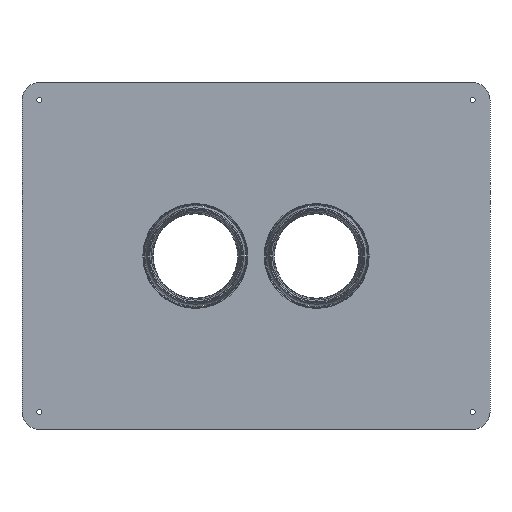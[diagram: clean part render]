
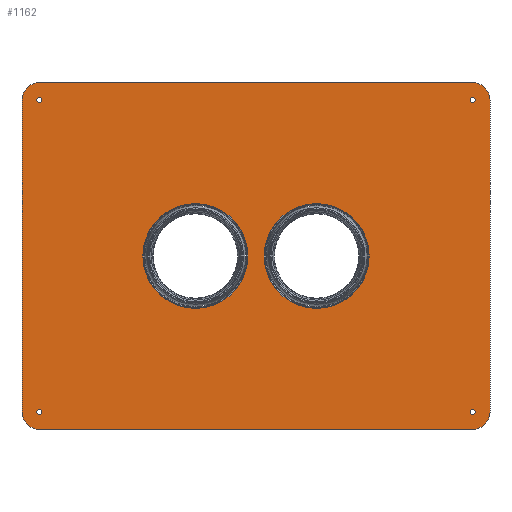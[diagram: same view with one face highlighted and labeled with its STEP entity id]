
A CAD part, front view. The second image highlights one B-rep face of the part: STEP entity #1162.
In plain terms, the highlighted planar face has unit normal (0, -1, 0).
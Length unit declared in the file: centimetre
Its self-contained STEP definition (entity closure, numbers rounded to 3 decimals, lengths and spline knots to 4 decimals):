
#28=FACE_BOUND('',#207,.T.);
#29=FACE_BOUND('',#208,.T.);
#30=FACE_BOUND('',#209,.T.);
#31=FACE_BOUND('',#210,.T.);
#32=FACE_BOUND('',#211,.T.);
#33=FACE_BOUND('',#212,.T.);
#39=PLANE('',#1443);
#128=FACE_OUTER_BOUND('',#206,.T.);
#206=EDGE_LOOP('',(#941,#942,#943,#944,#945,#946,#947,#948));
#207=EDGE_LOOP('',(#949));
#208=EDGE_LOOP('',(#950));
#209=EDGE_LOOP('',(#951));
#210=EDGE_LOOP('',(#952));
#211=EDGE_LOOP('',(#953));
#212=EDGE_LOOP('',(#954));
#293=CIRCLE('',#1387,60.5038);
#303=CIRCLE('',#1402,60.5038);
#312=CIRCLE('',#1416,3.);
#314=CIRCLE('',#1419,3.);
#316=CIRCLE('',#1422,3.);
#318=CIRCLE('',#1425,3.);
#319=CIRCLE('',#1427,20.);
#324=CIRCLE('',#1435,20.);
#325=CIRCLE('',#1437,20.);
#326=CIRCLE('',#1440,20.);
#425=VERTEX_POINT('',#2170);
#433=VERTEX_POINT('',#2196);
#440=VERTEX_POINT('',#2221);
#442=VERTEX_POINT('',#2227);
#444=VERTEX_POINT('',#2233);
#446=VERTEX_POINT('',#2239);
#447=VERTEX_POINT('',#2243);
#448=VERTEX_POINT('',#2244);
#457=VERTEX_POINT('',#2266);
#458=VERTEX_POINT('',#2270);
#459=VERTEX_POINT('',#2274);
#460=VERTEX_POINT('',#2275);
#461=VERTEX_POINT('',#2280);
#462=VERTEX_POINT('',#2284);
#573=EDGE_CURVE('',#425,#425,#293,.T.);
#586=EDGE_CURVE('',#433,#433,#303,.T.);
#599=EDGE_CURVE('',#440,#440,#312,.T.);
#602=EDGE_CURVE('',#442,#442,#314,.T.);
#605=EDGE_CURVE('',#444,#444,#316,.T.);
#608=EDGE_CURVE('',#446,#446,#318,.T.);
#609=EDGE_CURVE('',#447,#448,#319,.T.);
#620=EDGE_CURVE('',#457,#448,#1229,.T.);
#622=EDGE_CURVE('',#457,#458,#324,.T.);
#624=EDGE_CURVE('',#459,#460,#325,.T.);
#628=EDGE_CURVE('',#459,#461,#1235,.T.);
#629=EDGE_CURVE('',#462,#461,#326,.T.);
#631=EDGE_CURVE('',#462,#458,#1237,.T.);
#632=EDGE_CURVE('',#447,#460,#1238,.T.);
#941=ORIENTED_EDGE('',*,*,#609,.F.);
#942=ORIENTED_EDGE('',*,*,#632,.T.);
#943=ORIENTED_EDGE('',*,*,#624,.F.);
#944=ORIENTED_EDGE('',*,*,#628,.T.);
#945=ORIENTED_EDGE('',*,*,#629,.F.);
#946=ORIENTED_EDGE('',*,*,#631,.T.);
#947=ORIENTED_EDGE('',*,*,#622,.F.);
#948=ORIENTED_EDGE('',*,*,#620,.T.);
#949=ORIENTED_EDGE('',*,*,#573,.F.);
#950=ORIENTED_EDGE('',*,*,#586,.F.);
#951=ORIENTED_EDGE('',*,*,#599,.T.);
#952=ORIENTED_EDGE('',*,*,#602,.T.);
#953=ORIENTED_EDGE('',*,*,#605,.T.);
#954=ORIENTED_EDGE('',*,*,#608,.T.);
#1162=ADVANCED_FACE('',(#128,#28,#29,#30,#31,#32,#33),#39,.T.);
#1229=LINE('',#2267,#1282);
#1235=LINE('',#2282,#1288);
#1237=LINE('',#2288,#1290);
#1238=LINE('',#2290,#1291);
#1282=VECTOR('',#1810,1.);
#1288=VECTOR('',#1826,1.);
#1290=VECTOR('',#1834,1.);
#1291=VECTOR('',#1837,1.);
#1387=AXIS2_PLACEMENT_3D('',#2172,#1700,#1701);
#1402=AXIS2_PLACEMENT_3D('',#2198,#1733,#1734);
#1416=AXIS2_PLACEMENT_3D('',#2223,#1765,#1766);
#1419=AXIS2_PLACEMENT_3D('',#2229,#1772,#1773);
#1422=AXIS2_PLACEMENT_3D('',#2235,#1779,#1780);
#1425=AXIS2_PLACEMENT_3D('',#2241,#1786,#1787);
#1427=AXIS2_PLACEMENT_3D('',#2245,#1790,#1791);
#1435=AXIS2_PLACEMENT_3D('',#2271,#1814,#1815);
#1437=AXIS2_PLACEMENT_3D('',#2276,#1819,#1820);
#1440=AXIS2_PLACEMENT_3D('',#2285,#1829,#1830);
#1443=AXIS2_PLACEMENT_3D('',#2291,#1838,#1839);
#1700=DIRECTION('center_axis',(0.,-1.,0.));
#1701=DIRECTION('ref_axis',(0.,0.,-1.));
#1733=DIRECTION('center_axis',(0.,-1.,0.));
#1734=DIRECTION('ref_axis',(0.,0.,-1.));
#1765=DIRECTION('center_axis',(0.,1.,0.));
#1766=DIRECTION('ref_axis',(-1.,0.,0.));
#1772=DIRECTION('center_axis',(0.,1.,0.));
#1773=DIRECTION('ref_axis',(1.,0.,0.));
#1779=DIRECTION('center_axis',(0.,1.,0.));
#1780=DIRECTION('ref_axis',(1.,0.,0.));
#1786=DIRECTION('center_axis',(0.,1.,0.));
#1787=DIRECTION('ref_axis',(-1.,0.,0.));
#1790=DIRECTION('center_axis',(0.,1.,0.));
#1791=DIRECTION('ref_axis',(0.707,0.,0.707));
#1810=DIRECTION('',(0.,0.,1.));
#1814=DIRECTION('center_axis',(0.,1.,0.));
#1815=DIRECTION('ref_axis',(0.707,0.,-0.707));
#1819=DIRECTION('center_axis',(0.,1.,0.));
#1820=DIRECTION('ref_axis',(-0.707,0.,0.707));
#1826=DIRECTION('',(0.,0.,-1.));
#1829=DIRECTION('center_axis',(0.,1.,0.));
#1830=DIRECTION('ref_axis',(-0.707,0.,-0.707));
#1834=DIRECTION('',(1.,0.,0.));
#1837=DIRECTION('',(-1.,0.,0.));
#1838=DIRECTION('center_axis',(0.,-1.,0.));
#1839=DIRECTION('ref_axis',(0.,0.,-1.));
#2170=CARTESIAN_POINT('',(-70.,0.,260.5038));
#2172=CARTESIAN_POINT('Origin',(-70.,0.,
200.));
#2196=CARTESIAN_POINT('',(70.,0.,260.5038));
#2198=CARTESIAN_POINT('Origin',(70.,0.,200.));
#2221=CARTESIAN_POINT('',(-247.,0.,380.));
#2223=CARTESIAN_POINT('Origin',(-250.,0.,380.));
#2227=CARTESIAN_POINT('',(247.,0.,20.));
#2229=CARTESIAN_POINT('Origin',(250.,0.,20.));
#2233=CARTESIAN_POINT('',(247.,0.,380.));
#2235=CARTESIAN_POINT('Origin',(250.,0.,380.));
#2239=CARTESIAN_POINT('',(-247.,0.,20.));
#2241=CARTESIAN_POINT('Origin',(-250.,0.,20.));
#2243=CARTESIAN_POINT('',(250.,0.,400.));
#2244=CARTESIAN_POINT('',(270.,0.,380.));
#2245=CARTESIAN_POINT('Origin',(250.,0.,380.));
#2266=CARTESIAN_POINT('',(270.,0.,20.));
#2267=CARTESIAN_POINT('',(270.,0.,200.));
#2270=CARTESIAN_POINT('',(250.,0.,0.));
#2271=CARTESIAN_POINT('Origin',(250.,0.,20.));
#2274=CARTESIAN_POINT('',(-270.,0.,380.));
#2275=CARTESIAN_POINT('',(-250.,0.,400.));
#2276=CARTESIAN_POINT('Origin',(-250.,0.,380.));
#2280=CARTESIAN_POINT('',(-270.,0.,20.));
#2282=CARTESIAN_POINT('',(-270.,0.,0.));
#2284=CARTESIAN_POINT('',(-250.,0.,0.));
#2285=CARTESIAN_POINT('Origin',(-250.,0.,20.));
#2288=CARTESIAN_POINT('',(270.,0.,0.));
#2290=CARTESIAN_POINT('',(-270.,0.,400.));
#2291=CARTESIAN_POINT('Origin',(0.,0.,
200.));
